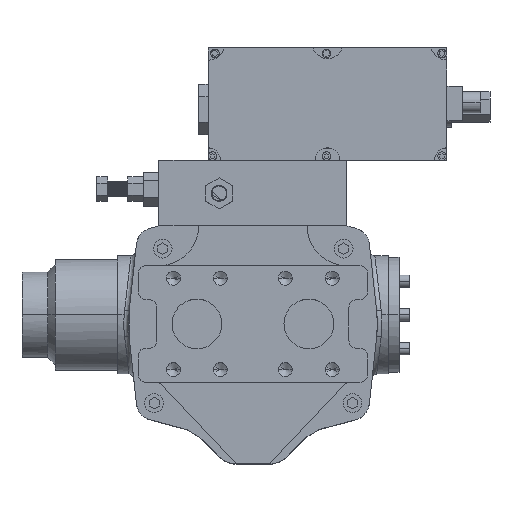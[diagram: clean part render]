
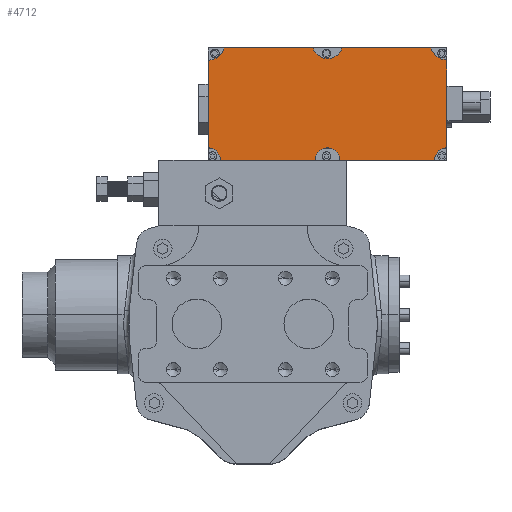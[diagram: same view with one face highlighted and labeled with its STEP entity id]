
A CAD part, top view. The second image highlights one B-rep face of the part: STEP entity #4712.
In plain terms, the highlighted planar face has unit normal (0, 0, 1).
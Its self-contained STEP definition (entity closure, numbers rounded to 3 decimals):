
#649 = LINE ( 'NONE', #58490, #1128 ) ;
#804 = PLANE ( 'NONE',  #64139 ) ;
#895 = EDGE_CURVE ( 'NONE', #52876, #39393, #61896, .T. ) ;
#1074 = EDGE_CURVE ( 'NONE', #25480, #18431, #51041, .T. ) ;
#1128 = VECTOR ( 'NONE', #32294, 1000. ) ;
#1256 = EDGE_CURVE ( 'NONE', #26076, #39393, #77277, .T. ) ;
#1993 = ORIENTED_EDGE ( 'NONE', *, *, #895, .F. ) ;
#2244 = ORIENTED_EDGE ( 'NONE', *, *, #29390, .F. ) ;
#2266 = VERTEX_POINT ( 'NONE', #7744 ) ;
#3292 = EDGE_CURVE ( 'NONE', #26076, #28445, #41474, .T. ) ;
#4131 = CARTESIAN_POINT ( 'NONE',  ( 55.084, 113.607, 158.525 ) ) ;
#4362 = DIRECTION ( 'NONE',  ( 1., 0., 0. ) ) ;
#4712 = ADVANCED_FACE ( 'NONE', ( #46566 ), #804, .T. ) ;
#5013 = CARTESIAN_POINT ( 'NONE',  ( 0., 113.607, 158.525 ) ) ;
#5578 = AXIS2_PLACEMENT_3D ( 'NONE', #13089, #56379, #38476 ) ;
#6535 = CARTESIAN_POINT ( 'NONE',  ( 131.883, 188.836, 158.525 ) ) ;
#7744 = CARTESIAN_POINT ( 'NONE',  ( 45.753, 185.996, 158.525 ) ) ;
#8265 = CIRCLE ( 'NONE', #25543, 10.812 ) ;
#8718 = AXIS2_PLACEMENT_3D ( 'NONE', #24441, #49830, #24026 ) ;
#9375 = CARTESIAN_POINT ( 'NONE',  ( -21.716, 188.836, 158.525 ) ) ;
#10029 = LINE ( 'NONE', #5013, #40981 ) ;
#10088 = ORIENTED_EDGE ( 'NONE', *, *, #73146, .T. ) ;
#10147 = EDGE_LOOP ( 'NONE', ( #1993, #10088, #70848, #32025, #2244, #54810, #72122, #70456, #47323, #43857, #18357, #27884 ) ) ;
#12945 = VECTOR ( 'NONE', #48424, 1000. ) ;
#13089 = CARTESIAN_POINT ( 'NONE',  ( 131.883, 113.607, 158.525 ) ) ;
#15343 = DIRECTION ( 'NONE',  ( 1., 0., 0. ) ) ;
#16469 = CARTESIAN_POINT ( 'NONE',  ( 0., 185.996, 158.525 ) ) ;
#18357 = ORIENTED_EDGE ( 'NONE', *, *, #3292, .F. ) ;
#18431 = VERTEX_POINT ( 'NONE', #53630 ) ;
#18911 = CIRCLE ( 'NONE', #72098, 9.753 ) ;
#20252 = DIRECTION ( 'NONE',  ( 0., 1., 0. ) ) ;
#20933 = VERTEX_POINT ( 'NONE', #48427 ) ;
#21989 = EDGE_CURVE ( 'NONE', #35182, #33407, #23076, .T. ) ;
#22753 = CARTESIAN_POINT ( 'NONE',  ( 131.883, 121.607, 158.525 ) ) ;
#23076 = CIRCLE ( 'NONE', #41694, 8. ) ;
#23335 = VECTOR ( 'NONE', #20252, 1000. ) ;
#24026 = DIRECTION ( 'NONE',  ( 1., 0., 0. ) ) ;
#24441 = CARTESIAN_POINT ( 'NONE',  ( 131.883, 188.836, 158.525 ) ) ;
#25480 = VERTEX_POINT ( 'NONE', #75519 ) ;
#25543 = AXIS2_PLACEMENT_3D ( 'NONE', #9375, #47652, #4362 ) ;
#26076 = VERTEX_POINT ( 'NONE', #22753 ) ;
#27884 = ORIENTED_EDGE ( 'NONE', *, *, #1256, .T. ) ;
#28279 = DIRECTION ( 'NONE',  ( 1., 0., 0. ) ) ;
#28445 = VERTEX_POINT ( 'NONE', #57252 ) ;
#29062 = DIRECTION ( 'NONE',  ( 1., 0., 0. ) ) ;
#29390 = EDGE_CURVE ( 'NONE', #25480, #61230, #8265, .T. ) ;
#29679 = CARTESIAN_POINT ( 'NONE',  ( 0., 185.996, 158.525 ) ) ;
#32025 = ORIENTED_EDGE ( 'NONE', *, *, #42744, .T. ) ;
#32294 = DIRECTION ( 'NONE',  ( 1., 0., 0. ) ) ;
#32525 = CARTESIAN_POINT ( 'NONE',  ( 64.414, 185.996, 158.525 ) ) ;
#32998 = CARTESIAN_POINT ( 'NONE',  ( 121.622, 185.996, 158.525 ) ) ;
#33407 = VERTEX_POINT ( 'NONE', #80903 ) ;
#33602 = AXIS2_PLACEMENT_3D ( 'NONE', #66522, #61110, #29062 ) ;
#33988 = VECTOR ( 'NONE', #75635, 1000. ) ;
#35182 = VERTEX_POINT ( 'NONE', #70192 ) ;
#35412 = DIRECTION ( 'NONE',  ( 1., 0., 0. ) ) ;
#37703 = CIRCLE ( 'NONE', #33602, 8. ) ;
#38476 = DIRECTION ( 'NONE',  ( 1., 0., 0. ) ) ;
#39393 = VERTEX_POINT ( 'NONE', #82216 ) ;
#40298 = CARTESIAN_POINT ( 'NONE',  ( 55.084, 188.836, 158.525 ) ) ;
#40981 = VECTOR ( 'NONE', #35412, 1000. ) ;
#41359 = LINE ( 'NONE', #29679, #12945 ) ;
#41474 = CIRCLE ( 'NONE', #5578, 8. ) ;
#41694 = AXIS2_PLACEMENT_3D ( 'NONE', #4131, #79073, #28279 ) ;
#42744 = EDGE_CURVE ( 'NONE', #2266, #61230, #73477, .T. ) ;
#43857 = ORIENTED_EDGE ( 'NONE', *, *, #70998, .T. ) ;
#45847 = EDGE_CURVE ( 'NONE', #2266, #66767, #18911, .T. ) ;
#46566 = FACE_OUTER_BOUND ( 'NONE', #10147, .T. ) ;
#47323 = ORIENTED_EDGE ( 'NONE', *, *, #21989, .F. ) ;
#47652 = DIRECTION ( 'NONE',  ( 0., 0., 1. ) ) ;
#48424 = DIRECTION ( 'NONE',  ( -1., 0., 0. ) ) ;
#48427 = CARTESIAN_POINT ( 'NONE',  ( -13.716, 113.607, 158.525 ) ) ;
#49830 = DIRECTION ( 'NONE',  ( 0., 0., 1. ) ) ;
#51041 = LINE ( 'NONE', #58524, #33988 ) ;
#51104 = EDGE_CURVE ( 'NONE', #20933, #18431, #37703, .T. ) ;
#51988 = CARTESIAN_POINT ( 'NONE',  ( 0., 0., 158.525 ) ) ;
#52876 = VERTEX_POINT ( 'NONE', #32998 ) ;
#53630 = CARTESIAN_POINT ( 'NONE',  ( -21.716, 121.607, 158.525 ) ) ;
#54735 = CARTESIAN_POINT ( 'NONE',  ( -11.284, 185.996, 158.525 ) ) ;
#54810 = ORIENTED_EDGE ( 'NONE', *, *, #1074, .T. ) ;
#55901 = VECTOR ( 'NONE', #73069, 1000. ) ;
#56379 = DIRECTION ( 'NONE',  ( 0., 0., 1. ) ) ;
#57252 = CARTESIAN_POINT ( 'NONE',  ( 123.883, 113.607, 158.525 ) ) ;
#58490 = CARTESIAN_POINT ( 'NONE',  ( 0., 113.607, 158.525 ) ) ;
#58524 = CARTESIAN_POINT ( 'NONE',  ( -21.716, 113.496, 158.525 ) ) ;
#60947 = EDGE_CURVE ( 'NONE', #20933, #33407, #10029, .T. ) ;
#61110 = DIRECTION ( 'NONE',  ( 0., 0., 1. ) ) ;
#61230 = VERTEX_POINT ( 'NONE', #54735 ) ;
#61896 = CIRCLE ( 'NONE', #8718, 10.647 ) ;
#64139 = AXIS2_PLACEMENT_3D ( 'NONE', #51988, #78621, #15343 ) ;
#66522 = CARTESIAN_POINT ( 'NONE',  ( -21.716, 113.607, 158.525 ) ) ;
#66767 = VERTEX_POINT ( 'NONE', #32525 ) ;
#70192 = CARTESIAN_POINT ( 'NONE',  ( 63.084, 113.607, 158.525 ) ) ;
#70456 = ORIENTED_EDGE ( 'NONE', *, *, #60947, .T. ) ;
#70848 = ORIENTED_EDGE ( 'NONE', *, *, #45847, .F. ) ;
#70998 = EDGE_CURVE ( 'NONE', #35182, #28445, #649, .T. ) ;
#71118 = DIRECTION ( 'NONE',  ( 0., 0., 1. ) ) ;
#72098 = AXIS2_PLACEMENT_3D ( 'NONE', #40298, #71118, #77784 ) ;
#72122 = ORIENTED_EDGE ( 'NONE', *, *, #51104, .F. ) ;
#73069 = DIRECTION ( 'NONE',  ( -1., 0., 0. ) ) ;
#73146 = EDGE_CURVE ( 'NONE', #52876, #66767, #41359, .T. ) ;
#73477 = LINE ( 'NONE', #16469, #55901 ) ;
#75519 = CARTESIAN_POINT ( 'NONE',  ( -21.716, 178.024, 158.525 ) ) ;
#75635 = DIRECTION ( 'NONE',  ( 0., -1., 0. ) ) ;
#77277 = LINE ( 'NONE', #6535, #23335 ) ;
#77784 = DIRECTION ( 'NONE',  ( 1., 0., 0. ) ) ;
#78621 = DIRECTION ( 'NONE',  ( 0., 0., 1. ) ) ;
#79073 = DIRECTION ( 'NONE',  ( 0., 0., 1. ) ) ;
#80903 = CARTESIAN_POINT ( 'NONE',  ( 47.084, 113.607, 158.525 ) ) ;
#82216 = CARTESIAN_POINT ( 'NONE',  ( 131.883, 178.189, 158.525 ) ) ;
